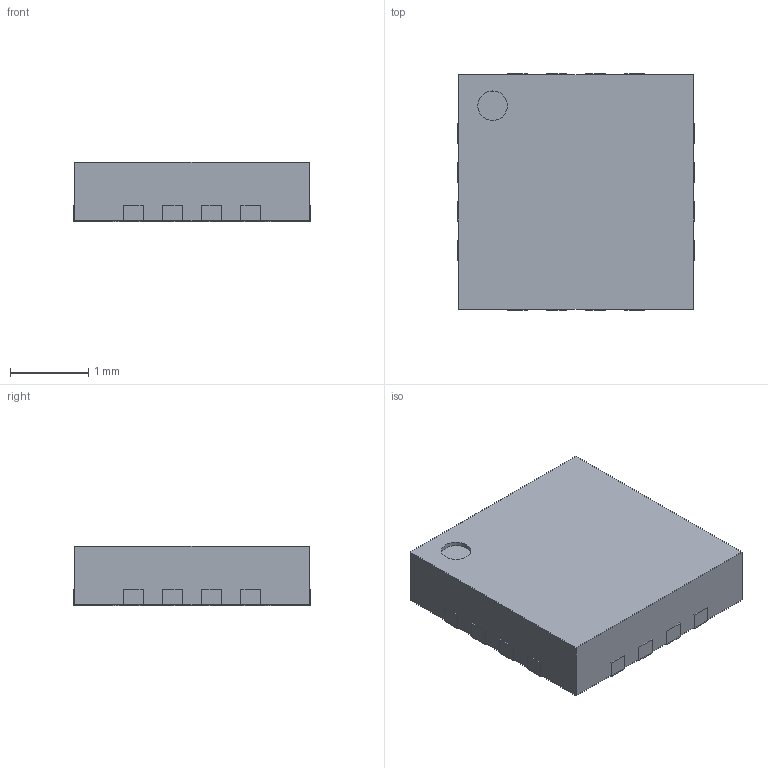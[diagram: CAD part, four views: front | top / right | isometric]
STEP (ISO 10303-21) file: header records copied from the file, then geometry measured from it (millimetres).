
FILE_DESCRIPTION( ( '' ), ' ' );
FILE_NAME( '5c3a92df41687814eb4fd0ee.step', '2019-01-13T01:22:40', ( '' ), ( '' ), ' ', ' ', ' ' );
FILE_SCHEMA( ( 'AUTOMOTIVE_DESIGN { 1 0 10303 214 1 1 1 1 }' ) );
Length unit declared in the file: metre
Products named in the file (18): Part 15; Part 16; Part 17; Part 18; Part 12; Part 11; Part 13; Part 14; Part 3; Part 8; Part 7; Part 9; Part 10; Part 6; Part 5; Part 4; Part 2; Part 1
Bounding box: 3.02 x 3.02 x 0.76 mm (x, y, z)
Surface area: 42.8 mm2
Topology: 18 solids, 18 shells, 111 faces, 222 edges, 148 vertices
Faces by surface type: plane 93, cylinder 18
Full cylindrical faces by diameter (mm): 0.377 x1
Entity records: 3921 total; most frequent: DIRECTION 515, CARTESIAN_POINT 498, ORIENTED_EDGE 442, EDGE_CURVE 221, LINE 185, VECTOR 185, AXIS2_PLACEMENT_3D 165, VERTEX_POINT 148
